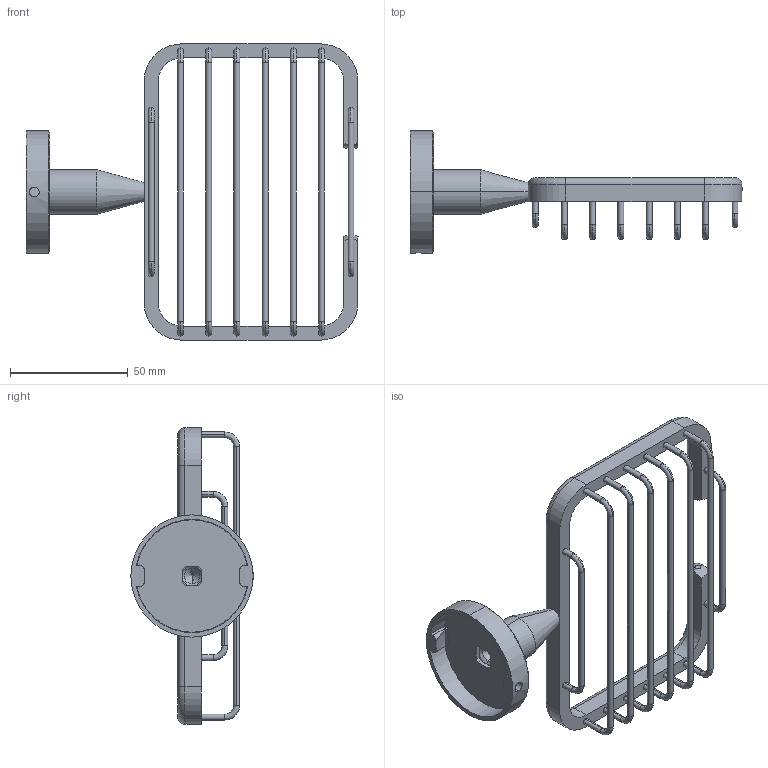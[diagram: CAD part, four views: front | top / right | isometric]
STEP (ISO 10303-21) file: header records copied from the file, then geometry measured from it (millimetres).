
FILE_DESCRIPTION (( 'STEP AP203' ), '1' );
FILE_NAME ('1211.STEP', '2020-10-13T02:24:04', ( '' ), ( '' ), 'SwSTEP 2.0', 'SolidWorks 2018', '' );
FILE_SCHEMA (( 'CONFIG_CONTROL_DESIGN' ));
Length unit declared in the file: millimetre
Products named in the file (6): 13婂厙酗厙佪; 13婂厙傻厙佪; 12菁釱; 11厙遺; 1211; 11婂厙諉芛
Assembly tree (11 placements, depth 2):
  1211
    12菁釱
    11厙遺
    11婂厙諉芛
    13婂厙酗厙佪  x6
    13婂厙傻厙佪  x2
Bounding box: 141.2 x 52 x 126 mm (x, y, z)
Volume: 39122.8 mm3; surface area: 30315.2 mm2
Topology: 11 solids, 11 shells, 230 faces, 526 edges, 336 vertices
Faces by surface type: cylinder 113, plane 65, torus 40, cone 12
Entity records: 5535 total; most frequent: CARTESIAN_POINT 1034, DIRECTION 871, ORIENTED_EDGE 712, AXIS2_PLACEMENT_3D 365, EDGE_CURVE 356, VERTEX_POINT 228, CIRCLE 193, EDGE_LOOP 182
